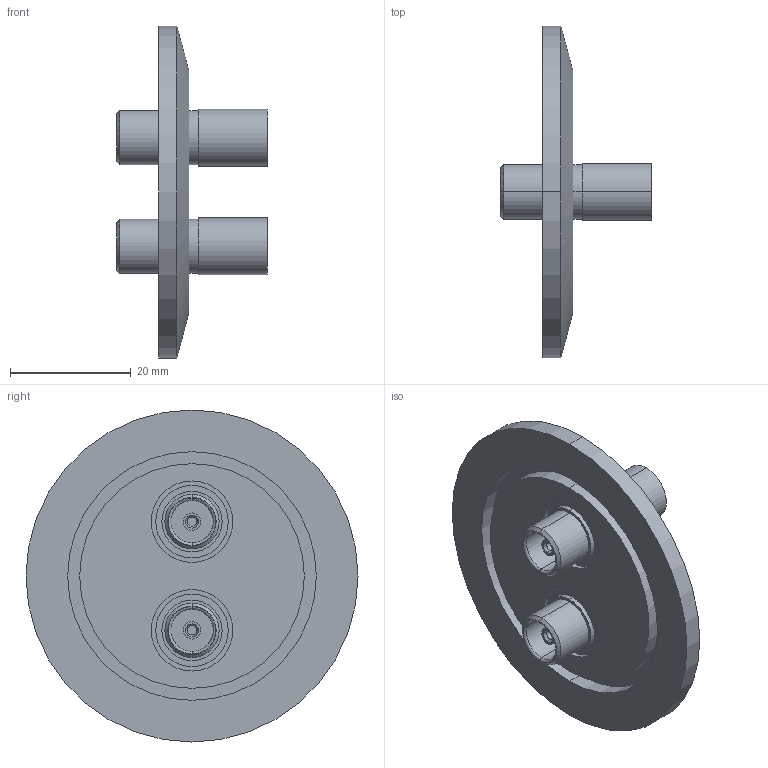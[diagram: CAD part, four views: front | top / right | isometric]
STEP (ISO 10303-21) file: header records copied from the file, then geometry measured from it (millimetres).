
FILE_DESCRIPTION (( 'STEP AP214' ), '1' );
FILE_NAME ('243-TRIAX-K40-2.STEP', '2016-06-15T11:50:17', ( 'allectra' ), ( 'Microsoft' ), 'SwSTEP 2.0', 'SolidWorks 2014', '' );
FILE_SCHEMA (( 'AUTOMOTIVE_DESIGN' ));
Length unit declared in the file: millimetre
Products named in the file (6): 243-TRIAX; 9431-KF40-13.5-2; 243-TRIAX-K40-2; 9431-KF40-13.5-2_DN40 KF
Assembly tree (3 placements, depth 2):
  243-TRIAX
  9431-KF40-13.5-2
  243-TRIAX-K40-2
    9431-KF40-13.5-2_DN40 KF
    243-TRIAX  x2
  243-TRIAX
Bounding box: 25 x 55 x 55 mm (x, y, z)
Volume: 11189.6 mm3; surface area: 9318.5 mm2
Topology: 3 solids, 5 shells, 194 faces, 394 edges, 242 vertices
Faces by surface type: cylinder 78, plane 50, cone 38, torus 28
Entity records: 2959 total; most frequent: DIRECTION 580, CARTESIAN_POINT 458, ORIENTED_EDGE 428, AXIS2_PLACEMENT_3D 254, EDGE_CURVE 214, CIRCLE 142, VERTEX_POINT 132, EDGE_LOOP 128
